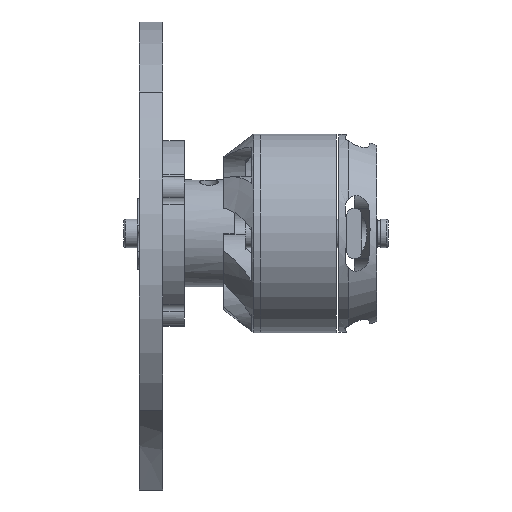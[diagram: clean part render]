
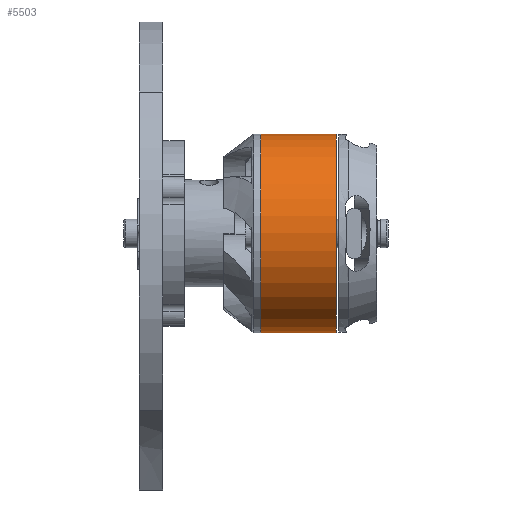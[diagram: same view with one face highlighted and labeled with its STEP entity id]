
A CAD part, left-side view. The second image highlights one B-rep face of the part: STEP entity #5503.
In plain terms, the highlighted cylindrical face has radius 13.9 mm (diameter 27.8 mm), a full revolution.
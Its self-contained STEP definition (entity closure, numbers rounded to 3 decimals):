
#454=FACE_OUTER_BOUND('',#741,.T.);
#741=EDGE_LOOP('',(#4105,#4106,#4107,#4108,#4109,#4110));
#1063=LINE('',#9062,#1361);
#1361=VECTOR('',#7279,13.9);
#1741=CIRCLE('',#6112,13.9);
#1742=CIRCLE('',#6113,13.9);
#1743=CIRCLE('',#6114,13.9);
#1744=CIRCLE('',#6115,13.9);
#2206=VERTEX_POINT('',#9058);
#2207=VERTEX_POINT('',#9059);
#2208=VERTEX_POINT('',#9061);
#2209=VERTEX_POINT('',#9063);
#2911=EDGE_CURVE('',#2206,#2207,#1741,.T.);
#2912=EDGE_CURVE('',#2207,#2208,#1063,.T.);
#2913=EDGE_CURVE('',#2209,#2208,#1742,.T.);
#2914=EDGE_CURVE('',#2208,#2209,#1743,.T.);
#2915=EDGE_CURVE('',#2207,#2206,#1744,.T.);
#4105=ORIENTED_EDGE('',*,*,#2911,.T.);
#4106=ORIENTED_EDGE('',*,*,#2912,.T.);
#4107=ORIENTED_EDGE('',*,*,#2913,.F.);
#4108=ORIENTED_EDGE('',*,*,#2914,.F.);
#4109=ORIENTED_EDGE('',*,*,#2912,.F.);
#4110=ORIENTED_EDGE('',*,*,#2915,.T.);
#5309=CYLINDRICAL_SURFACE('',#6111,13.9);
#5503=ADVANCED_FACE('',(#454),#5309,.T.);
#6111=AXIS2_PLACEMENT_3D('',#9057,#7275,#7276);
#6112=AXIS2_PLACEMENT_3D('',#9060,#7277,#7278);
#6113=AXIS2_PLACEMENT_3D('',#9064,#7280,#7281);
#6114=AXIS2_PLACEMENT_3D('',#9065,#7282,#7283);
#6115=AXIS2_PLACEMENT_3D('',#9066,#7284,#7285);
#7275=DIRECTION('center_axis',(0.,-1.,0.));
#7276=DIRECTION('ref_axis',(0.,0.,-1.));
#7277=DIRECTION('center_axis',(0.,1.,0.));
#7278=DIRECTION('ref_axis',(0.,0.,1.));
#7279=DIRECTION('',(0.,1.,0.));
#7280=DIRECTION('center_axis',(0.,1.,0.));
#7281=DIRECTION('ref_axis',(0.,0.,1.));
#7282=DIRECTION('center_axis',(0.,1.,0.));
#7283=DIRECTION('ref_axis',(0.,0.,1.));
#7284=DIRECTION('center_axis',(0.,1.,0.));
#7285=DIRECTION('ref_axis',(0.,0.,1.));
#9057=CARTESIAN_POINT('Origin',(0.,16.239,0.));
#9058=CARTESIAN_POINT('',(0.,5.639,-13.9));
#9059=CARTESIAN_POINT('',(0.,5.639,13.9));
#9060=CARTESIAN_POINT('Origin',(0.,5.639,0.));
#9061=CARTESIAN_POINT('',(0.,16.239,13.9));
#9062=CARTESIAN_POINT('',(0.,16.239,13.9));
#9063=CARTESIAN_POINT('',(0.,16.239,-13.9));
#9064=CARTESIAN_POINT('Origin',(0.,16.239,0.));
#9065=CARTESIAN_POINT('Origin',(0.,16.239,0.));
#9066=CARTESIAN_POINT('Origin',(0.,5.639,0.));
